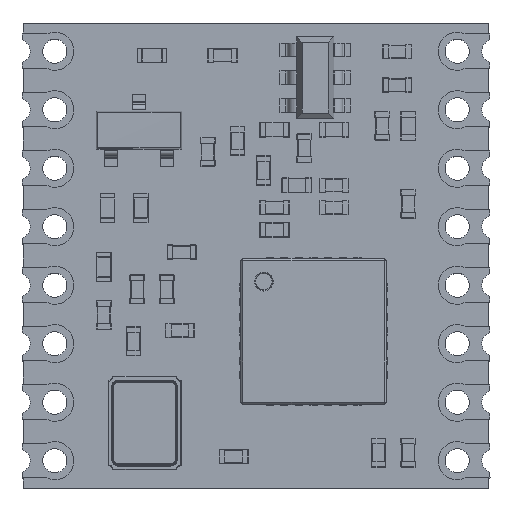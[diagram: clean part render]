
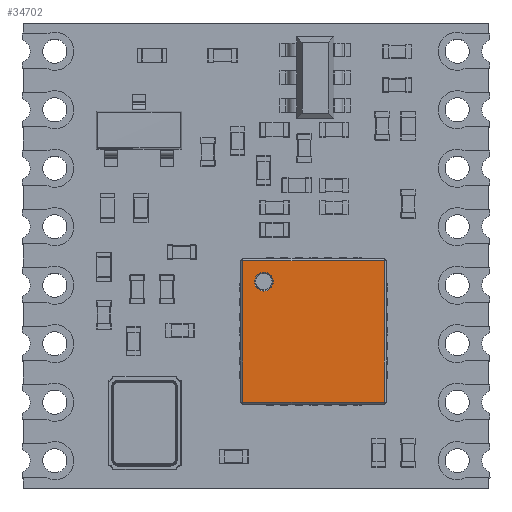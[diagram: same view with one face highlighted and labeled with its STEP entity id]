
A CAD part, top view. The second image highlights one B-rep face of the part: STEP entity #34702.
In plain terms, the highlighted face is planar.
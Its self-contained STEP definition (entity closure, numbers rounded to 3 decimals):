
#1507 = VERTEX_POINT ( 'NONE', #20720 ) ;
#1694 = EDGE_CURVE ( 'NONE', #27725, #17768, #28516, .T. ) ;
#2503 = AXIS2_PLACEMENT_3D ( 'NONE', #34055, #33619, #40385 ) ;
#3263 = VERTEX_POINT ( 'NONE', #31162 ) ;
#3292 = ORIENTED_EDGE ( 'NONE', *, *, #23462, .T. ) ;
#4394 = DIRECTION ( 'NONE',  ( -1., 0., 0. ) ) ;
#5015 = CARTESIAN_POINT ( 'NONE',  ( -1.7, 0.9, 1.38 ) ) ;
#5773 = AXIS2_PLACEMENT_3D ( 'NONE', #8571, #32080, #11914 ) ;
#7180 = CARTESIAN_POINT ( 'NONE',  ( -1.7, 0.9, 1.7 ) ) ;
#7236 = EDGE_CURVE ( 'NONE', #25132, #3263, #27329, .T. ) ;
#7478 = CARTESIAN_POINT ( 'NONE',  ( 2.42, 0.9, 0. ) ) ;
#8571 = CARTESIAN_POINT ( 'NONE',  ( -19.284, 0.9, 0. ) ) ;
#8958 = EDGE_CURVE ( 'NONE', #3263, #1507, #23181, .T. ) ;
#9328 = ORIENTED_EDGE ( 'NONE', *, *, #38116, .T. ) ;
#9402 = VECTOR ( 'NONE', #34425, 1000. ) ;
#9547 = ORIENTED_EDGE ( 'NONE', *, *, #7236, .T. ) ;
#10055 = CARTESIAN_POINT ( 'NONE',  ( -2.42, 0.9, -2.42 ) ) ;
#10528 = DIRECTION ( 'NONE',  ( 0., 0., 1. ) ) ;
#11035 = EDGE_LOOP ( 'NONE', ( #9547, #25644, #32639, #9328 ) ) ;
#11914 = DIRECTION ( 'NONE',  ( 0., 0., 1. ) ) ;
#13374 = VECTOR ( 'NONE', #31283, 1000. ) ;
#13778 = FACE_OUTER_BOUND ( 'NONE', #11035, .T. ) ;
#17340 = CARTESIAN_POINT ( 'NONE',  ( -1.7, 0.9, 2.02 ) ) ;
#17768 = VERTEX_POINT ( 'NONE', #17340 ) ;
#20674 = LINE ( 'NONE', #24511, #34398 ) ;
#20720 = CARTESIAN_POINT ( 'NONE',  ( 2.42, 0.9, -2.42 ) ) ;
#21724 = AXIS2_PLACEMENT_3D ( 'NONE', #7180, #30699, #10528 ) ;
#23181 = LINE ( 'NONE', #7478, #30053 ) ;
#23462 = EDGE_CURVE ( 'NONE', #17768, #27725, #35606, .T. ) ;
#23919 = CARTESIAN_POINT ( 'NONE',  ( -2.42, 0.9, 2.42 ) ) ;
#24511 = CARTESIAN_POINT ( 'NONE',  ( -19.284, 0.9, -2.42 ) ) ;
#25132 = VERTEX_POINT ( 'NONE', #23919 ) ;
#25644 = ORIENTED_EDGE ( 'NONE', *, *, #8958, .T. ) ;
#25661 = VERTEX_POINT ( 'NONE', #10055 ) ;
#26601 = EDGE_LOOP ( 'NONE', ( #3292, #43374 ) ) ;
#27329 = LINE ( 'NONE', #31046, #9402 ) ;
#27725 = VERTEX_POINT ( 'NONE', #5015 ) ;
#27912 = CARTESIAN_POINT ( 'NONE',  ( -2.42, 0.9, 0. ) ) ;
#28516 = CIRCLE ( 'NONE', #2503, 0.32 ) ;
#30053 = VECTOR ( 'NONE', #34515, 1000. ) ;
#30699 = DIRECTION ( 'NONE',  ( 0., -1., 0. ) ) ;
#31046 = CARTESIAN_POINT ( 'NONE',  ( -19.284, 0.9, 2.42 ) ) ;
#31162 = CARTESIAN_POINT ( 'NONE',  ( 2.42, 0.9, 2.42 ) ) ;
#31283 = DIRECTION ( 'NONE',  ( 0., 0., 1. ) ) ;
#31285 = LINE ( 'NONE', #27912, #13374 ) ;
#32080 = DIRECTION ( 'NONE',  ( 0., 1., 0. ) ) ;
#32599 = EDGE_CURVE ( 'NONE', #1507, #25661, #20674, .T. ) ;
#32639 = ORIENTED_EDGE ( 'NONE', *, *, #32599, .T. ) ;
#33619 = DIRECTION ( 'NONE',  ( 0., -1., 0. ) ) ;
#34055 = CARTESIAN_POINT ( 'NONE',  ( -1.7, 0.9, 1.7 ) ) ;
#34398 = VECTOR ( 'NONE', #4394, 1000. ) ;
#34425 = DIRECTION ( 'NONE',  ( 1., 0., 0. ) ) ;
#34515 = DIRECTION ( 'NONE',  ( 0., 0., -1. ) ) ;
#34702 = ADVANCED_FACE ( 'NONE', ( #13778, #39552 ), #35321, .T. ) ;
#35321 = PLANE ( 'NONE',  #5773 ) ;
#35606 = CIRCLE ( 'NONE', #21724, 0.32 ) ;
#38116 = EDGE_CURVE ( 'NONE', #25661, #25132, #31285, .T. ) ;
#39552 = FACE_BOUND ( 'NONE', #26601, .T. ) ;
#40385 = DIRECTION ( 'NONE',  ( 0., 0., 1. ) ) ;
#43374 = ORIENTED_EDGE ( 'NONE', *, *, #1694, .T. ) ;
